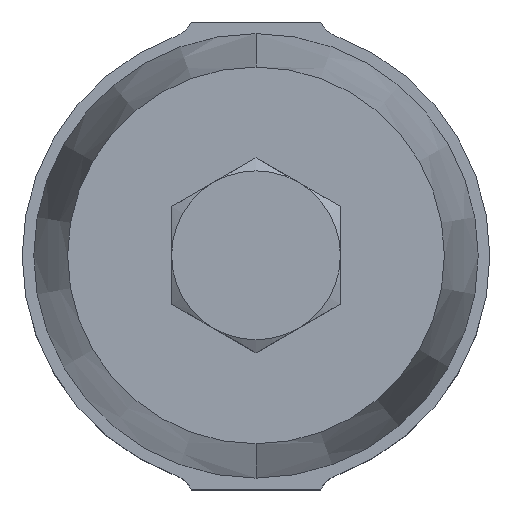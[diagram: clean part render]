
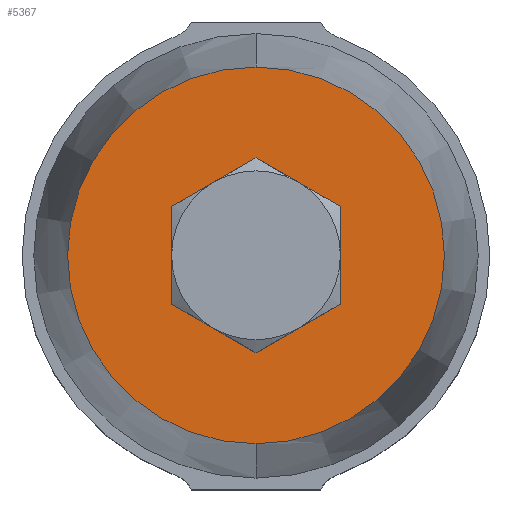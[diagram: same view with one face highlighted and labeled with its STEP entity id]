
A CAD part, top view. The second image highlights one B-rep face of the part: STEP entity #5367.
In plain terms, the highlighted planar face has unit normal (0, 0, 1).
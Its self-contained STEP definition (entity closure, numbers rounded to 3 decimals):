
#96 = EDGE_CURVE ( 'NONE', #3493, #3772, #5975, .T. ) ;
#356 = CARTESIAN_POINT ( 'NONE',  ( 0., -14.5, 25.5 ) ) ;
#629 = CIRCLE ( 'NONE', #2041, 14.5 ) ;
#675 = VERTEX_POINT ( 'NONE', #356 ) ;
#1501 = DIRECTION ( 'NONE',  ( 0., 0., 1. ) ) ;
#1619 = EDGE_CURVE ( 'NONE', #675, #8566, #629, .T. ) ;
#1666 = ORIENTED_EDGE ( 'NONE', *, *, #1619, .T. ) ;
#1725 = CARTESIAN_POINT ( 'NONE',  ( 0., 14.5, 25.5 ) ) ;
#2041 = AXIS2_PLACEMENT_3D ( 'NONE', #3453, #9059, #4847 ) ;
#2377 = DIRECTION ( 'NONE',  ( 0., 1., 0. ) ) ;
#2658 = FACE_OUTER_BOUND ( 'NONE', #3640, .T. ) ;
#2762 = FACE_BOUND ( 'NONE', #3407, .T. ) ;
#2824 = DIRECTION ( 'NONE',  ( 0., -1., 0. ) ) ;
#3065 = CIRCLE ( 'NONE', #8626, 6.3 ) ;
#3140 = PLANE ( 'NONE',  #6016 ) ;
#3232 = CARTESIAN_POINT ( 'NONE',  ( 0., 14.5, 25.5 ) ) ;
#3407 = EDGE_LOOP ( 'NONE', ( #3665, #7521 ) ) ;
#3453 = CARTESIAN_POINT ( 'NONE',  ( 0., 0., 25.5 ) ) ;
#3493 = VERTEX_POINT ( 'NONE', #4115 ) ;
#3640 = EDGE_LOOP ( 'NONE', ( #7706, #1666 ) ) ;
#3665 = ORIENTED_EDGE ( 'NONE', *, *, #96, .F. ) ;
#3772 = VERTEX_POINT ( 'NONE', #7038 ) ;
#4006 = CARTESIAN_POINT ( 'NONE',  ( 0., 0., 25.5 ) ) ;
#4115 = CARTESIAN_POINT ( 'NONE',  ( -6.3, 0., 25.5 ) ) ;
#4483 = DIRECTION ( 'NONE',  ( 0., 0., -1. ) ) ;
#4846 = DIRECTION ( 'NONE',  ( 0., 0., 1. ) ) ;
#4847 = DIRECTION ( 'NONE',  ( 0., -1., 0. ) ) ;
#5093 = CIRCLE ( 'NONE', #6186, 14.5 ) ;
#5347 = DIRECTION ( 'NONE',  ( -1., 0., 0. ) ) ;
#5367 = ADVANCED_FACE ( 'NONE', ( #2762, #2658 ), #3140, .F. ) ;
#5376 = DIRECTION ( 'NONE',  ( 0., 0., 1. ) ) ;
#5975 = CIRCLE ( 'NONE', #8541, 6.3 ) ;
#6016 = AXIS2_PLACEMENT_3D ( 'NONE', #1725, #4483, #2377 ) ;
#6186 = AXIS2_PLACEMENT_3D ( 'NONE', #8422, #1501, #2824 ) ;
#6252 = DIRECTION ( 'NONE',  ( -1., 0., 0. ) ) ;
#7008 = CARTESIAN_POINT ( 'NONE',  ( 0., 0., 25.5 ) ) ;
#7038 = CARTESIAN_POINT ( 'NONE',  ( 6.3, 0., 25.5 ) ) ;
#7521 = ORIENTED_EDGE ( 'NONE', *, *, #7723, .F. ) ;
#7706 = ORIENTED_EDGE ( 'NONE', *, *, #8794, .T. ) ;
#7723 = EDGE_CURVE ( 'NONE', #3772, #3493, #3065, .T. ) ;
#8422 = CARTESIAN_POINT ( 'NONE',  ( 0., 0., 25.5 ) ) ;
#8541 = AXIS2_PLACEMENT_3D ( 'NONE', #7008, #4846, #6252 ) ;
#8566 = VERTEX_POINT ( 'NONE', #3232 ) ;
#8626 = AXIS2_PLACEMENT_3D ( 'NONE', #4006, #5376, #5347 ) ;
#8794 = EDGE_CURVE ( 'NONE', #8566, #675, #5093, .T. ) ;
#9059 = DIRECTION ( 'NONE',  ( 0., 0., 1. ) ) ;
